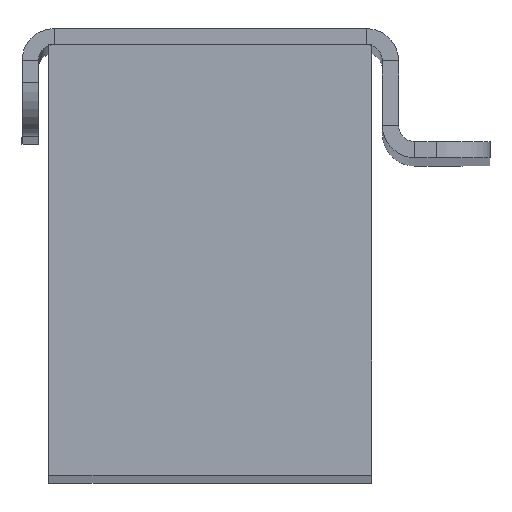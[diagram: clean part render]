
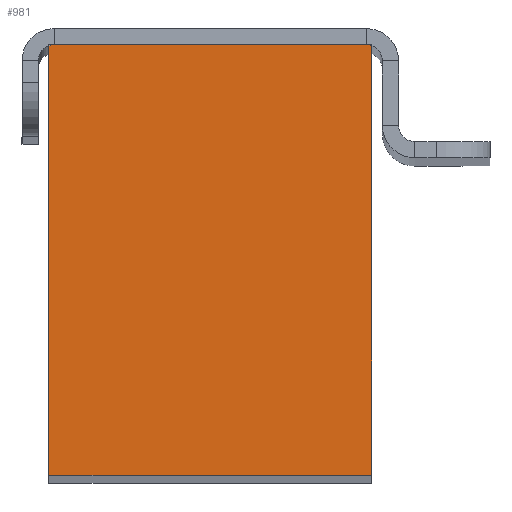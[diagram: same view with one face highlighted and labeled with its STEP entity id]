
A CAD part, top view. The second image highlights one B-rep face of the part: STEP entity #981.
In plain terms, the highlighted planar face has unit normal (0, 0, 1).
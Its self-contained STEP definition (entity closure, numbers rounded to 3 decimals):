
#41 = CARTESIAN_POINT ( 'NONE',  ( 0., -15., 221. ) ) ;
#47 = LINE ( 'NONE', #384, #1389 ) ;
#130 = VERTEX_POINT ( 'NONE', #822 ) ;
#172 = VERTEX_POINT ( 'NONE', #1362 ) ;
#196 = DIRECTION ( 'NONE',  ( -1., 0., 0. ) ) ;
#205 = CARTESIAN_POINT ( 'NONE',  ( 40., -15., 221. ) ) ;
#276 = DIRECTION ( 'NONE',  ( 0., -1., 0. ) ) ;
#384 = CARTESIAN_POINT ( 'NONE',  ( 0., -15., 221. ) ) ;
#421 = DIRECTION ( 'NONE',  ( -1., 0., 0. ) ) ;
#575 = CARTESIAN_POINT ( 'NONE',  ( 40., -15., 221. ) ) ;
#676 = VECTOR ( 'NONE', #421, 1000. ) ;
#681 = EDGE_CURVE ( 'NONE', #172, #130, #1080, .T. ) ;
#732 = CARTESIAN_POINT ( 'NONE',  ( 40., -15., 221. ) ) ;
#739 = VECTOR ( 'NONE', #1094, 1000. ) ;
#756 = CARTESIAN_POINT ( 'NONE',  ( 40., 15., 221. ) ) ;
#762 = ORIENTED_EDGE ( 'NONE', *, *, #967, .T. ) ;
#766 = ORIENTED_EDGE ( 'NONE', *, *, #681, .F. ) ;
#822 = CARTESIAN_POINT ( 'NONE',  ( 40., -15., 221. ) ) ;
#849 = PLANE ( 'NONE',  #1274 ) ;
#859 = DIRECTION ( 'NONE',  ( -1., 0., 0. ) ) ;
#876 = ORIENTED_EDGE ( 'NONE', *, *, #1122, .T. ) ;
#898 = EDGE_LOOP ( 'NONE', ( #876, #944, #766, #762 ) ) ;
#944 = ORIENTED_EDGE ( 'NONE', *, *, #994, .F. ) ;
#946 = DIRECTION ( 'NONE',  ( 0., 0., -1. ) ) ;
#967 = EDGE_CURVE ( 'NONE', #172, #1078, #1392, .T. ) ;
#981 = ADVANCED_FACE ( 'NONE', ( #1046 ), #849, .F. ) ;
#994 = EDGE_CURVE ( 'NONE', #130, #1035, #1171, .T. ) ;
#1028 = CARTESIAN_POINT ( 'NONE',  ( 0., 15., 221. ) ) ;
#1035 = VERTEX_POINT ( 'NONE', #41 ) ;
#1046 = FACE_OUTER_BOUND ( 'NONE', #898, .T. ) ;
#1078 = VERTEX_POINT ( 'NONE', #1028 ) ;
#1080 = LINE ( 'NONE', #575, #739 ) ;
#1094 = DIRECTION ( 'NONE',  ( 0., -1., 0. ) ) ;
#1122 = EDGE_CURVE ( 'NONE', #1078, #1035, #47, .T. ) ;
#1171 = LINE ( 'NONE', #732, #676 ) ;
#1222 = VECTOR ( 'NONE', #196, 1000. ) ;
#1274 = AXIS2_PLACEMENT_3D ( 'NONE', #205, #946, #859 ) ;
#1362 = CARTESIAN_POINT ( 'NONE',  ( 40., 15., 221. ) ) ;
#1389 = VECTOR ( 'NONE', #276, 1000. ) ;
#1392 = LINE ( 'NONE', #756, #1222 ) ;
